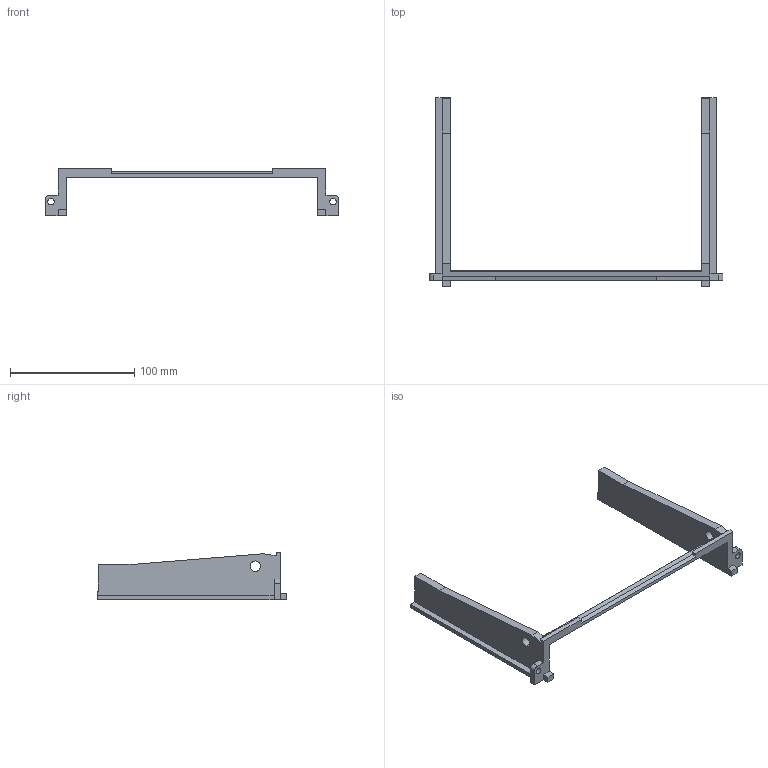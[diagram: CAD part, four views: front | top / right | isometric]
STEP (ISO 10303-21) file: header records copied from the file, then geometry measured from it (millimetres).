
FILE_DESCRIPTION (( 'STEP AP214' ), '1' );
FILE_NAME ('body-front-bottom.STEP', '2024-04-27T08:11:27', ( '' ), ( '' ), 'SwSTEP 2.0', 'SolidWorks 2023', '' );
FILE_SCHEMA (( 'AUTOMOTIVE_DESIGN' ));
Length unit declared in the file: millimetre
Products named in the file (1): body-front-bottom
Bounding box: 236.5 x 152.17 x 38.58 mm (x, y, z)
Volume: 74337.3 mm3; surface area: 33562.2 mm2
Topology: 1 solids, 1 shells, 63 faces, 175 edges, 116 vertices
Faces by surface type: plane 46, cylinder 17
Entity records: 2046 total; most frequent: CARTESIAN_POINT 355, ORIENTED_EDGE 350, DIRECTION 337, EDGE_CURVE 175, LINE 141, VECTOR 141, VERTEX_POINT 116, AXIS2_PLACEMENT_3D 98
